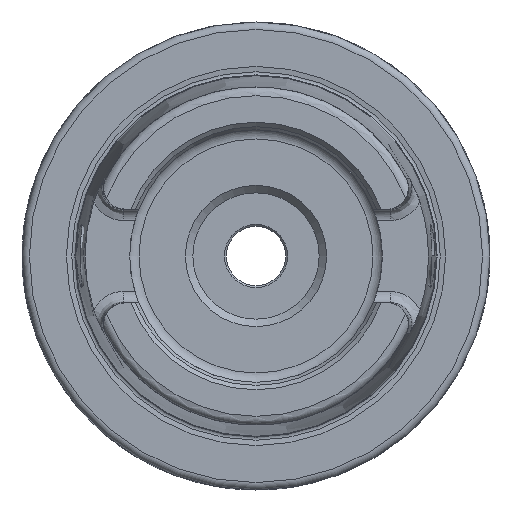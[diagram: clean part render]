
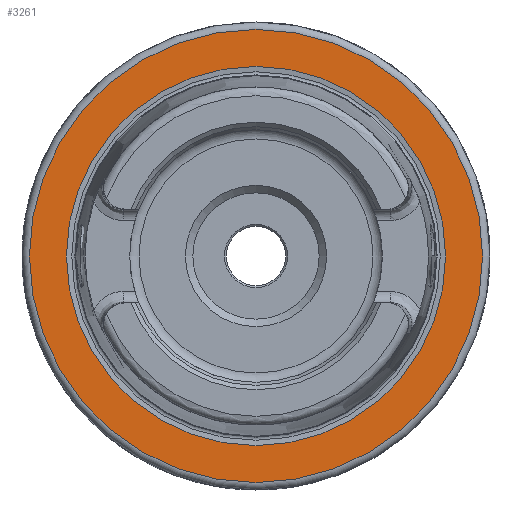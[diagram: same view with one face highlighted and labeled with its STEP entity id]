
A CAD part, left-side view. The second image highlights one B-rep face of the part: STEP entity #3261.
In plain terms, the highlighted planar face has unit normal (-1, 0, 0).
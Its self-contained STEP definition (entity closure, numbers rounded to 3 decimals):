
#87=FACE_BOUND('',#540,.T.);
#140=PLANE('',#3608);
#353=FACE_OUTER_BOUND('',#539,.T.);
#539=EDGE_LOOP('',(#2863,#2864));
#540=EDGE_LOOP('',(#2865,#2866));
#853=CIRCLE('',#3606,25.521);
#854=CIRCLE('',#3607,25.521);
#855=CIRCLE('',#3609,30.5);
#856=CIRCLE('',#3610,30.5);
#1469=VERTEX_POINT('',#7155);
#1470=VERTEX_POINT('',#7157);
#1471=VERTEX_POINT('',#7161);
#1472=VERTEX_POINT('',#7162);
#1950=EDGE_CURVE('',#1470,#1469,#853,.T.);
#1951=EDGE_CURVE('',#1469,#1470,#854,.T.);
#1952=EDGE_CURVE('',#1471,#1472,#855,.T.);
#1953=EDGE_CURVE('',#1472,#1471,#856,.T.);
#2863=ORIENTED_EDGE('',*,*,#1952,.F.);
#2864=ORIENTED_EDGE('',*,*,#1953,.F.);
#2865=ORIENTED_EDGE('',*,*,#1950,.T.);
#2866=ORIENTED_EDGE('',*,*,#1951,.T.);
#3261=ADVANCED_FACE('',(#353,#87),#140,.T.);
#3606=AXIS2_PLACEMENT_3D('',#7158,#4388,#4389);
#3607=AXIS2_PLACEMENT_3D('',#7159,#4390,#4391);
#3608=AXIS2_PLACEMENT_3D('',#7160,#4392,#4393);
#3609=AXIS2_PLACEMENT_3D('',#7163,#4394,#4395);
#3610=AXIS2_PLACEMENT_3D('',#7164,#4396,#4397);
#4388=DIRECTION('center_axis',(1.,0.,0.));
#4389=DIRECTION('ref_axis',(0.,0.,-1.));
#4390=DIRECTION('center_axis',(1.,0.,0.));
#4391=DIRECTION('ref_axis',(0.,0.,-1.));
#4392=DIRECTION('center_axis',(-1.,0.,0.));
#4393=DIRECTION('ref_axis',(0.,0.,1.));
#4394=DIRECTION('center_axis',(1.,0.,0.));
#4395=DIRECTION('ref_axis',(0.,0.,-1.));
#4396=DIRECTION('center_axis',(1.,0.,0.));
#4397=DIRECTION('ref_axis',(0.,0.,-1.));
#7155=CARTESIAN_POINT('',(0.,-25.521,0.));
#7157=CARTESIAN_POINT('',(0.,25.521,0.));
#7158=CARTESIAN_POINT('Origin',(0.,0.,
0.));
#7159=CARTESIAN_POINT('Origin',(0.,0.,
0.));
#7160=CARTESIAN_POINT('Origin',(0.,30.5,0.));
#7161=CARTESIAN_POINT('',(0.,30.5,0.));
#7162=CARTESIAN_POINT('',(0.,0.,30.5));
#7163=CARTESIAN_POINT('Origin',(0.,0.,
0.));
#7164=CARTESIAN_POINT('Origin',(0.,0.,
0.));
